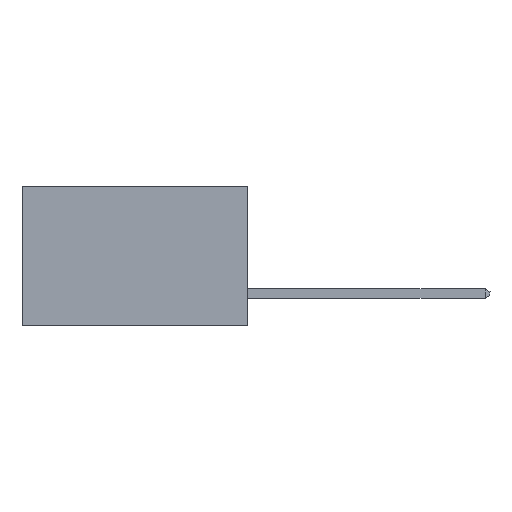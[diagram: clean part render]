
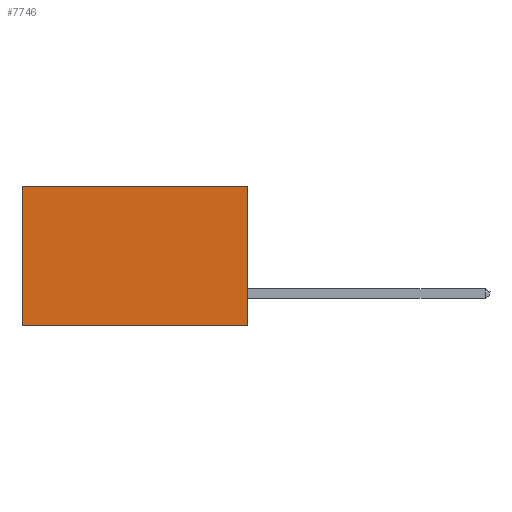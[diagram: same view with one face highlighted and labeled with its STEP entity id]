
A CAD part, left-side view. The second image highlights one B-rep face of the part: STEP entity #7746.
In plain terms, the highlighted planar face has unit normal (-1, 0, 0).
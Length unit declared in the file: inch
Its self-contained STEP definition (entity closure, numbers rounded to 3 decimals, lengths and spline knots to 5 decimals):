
#53 = LINE ( 'NONE', #2490, #6669 ) ;
#622 = CARTESIAN_POINT ( 'NONE',  ( 0.2615, 0., -0.37 ) ) ;
#818 = EDGE_LOOP ( 'NONE', ( #5147, #2663, #6273, #4463 ) ) ;
#972 = LINE ( 'NONE', #5873, #5208 ) ;
#1020 = CARTESIAN_POINT ( 'NONE',  ( 0.2615, 0.6, 0. ) ) ;
#1868 = DIRECTION ( 'NONE',  ( 0., 0., -1. ) ) ;
#1894 = DIRECTION ( 'NONE',  ( 0., 1., 0. ) ) ;
#1927 = EDGE_CURVE ( 'NONE', #6935, #4331, #7284, .T. ) ;
#2372 = AXIS2_PLACEMENT_3D ( 'NONE', #6049, #4336, #1868 ) ;
#2490 = CARTESIAN_POINT ( 'NONE',  ( 0.2615, 0., 0. ) ) ;
#2663 = ORIENTED_EDGE ( 'NONE', *, *, #5760, .F. ) ;
#3409 = LINE ( 'NONE', #5280, #3670 ) ;
#3670 = VECTOR ( 'NONE', #1894, 39.37008 ) ;
#4181 = CARTESIAN_POINT ( 'NONE',  ( 0.2615, 0., -0.37 ) ) ;
#4306 = DIRECTION ( 'NONE',  ( 0., 1., 0. ) ) ;
#4331 = VERTEX_POINT ( 'NONE', #622 ) ;
#4336 = DIRECTION ( 'NONE',  ( 1., 0., 0. ) ) ;
#4463 = ORIENTED_EDGE ( 'NONE', *, *, #6074, .T. ) ;
#4610 = VERTEX_POINT ( 'NONE', #1020 ) ;
#4743 = DIRECTION ( 'NONE',  ( 0., 0., -1. ) ) ;
#5001 = EDGE_CURVE ( 'NONE', #4610, #5950, #972, .T. ) ;
#5147 = ORIENTED_EDGE ( 'NONE', *, *, #5001, .T. ) ;
#5208 = VECTOR ( 'NONE', #4743, 39.37008 ) ;
#5280 = CARTESIAN_POINT ( 'NONE',  ( 0.2615, 0., -0.37 ) ) ;
#5593 = PLANE ( 'NONE',  #2372 ) ;
#5760 = EDGE_CURVE ( 'NONE', #4331, #5950, #3409, .T. ) ;
#5873 = CARTESIAN_POINT ( 'NONE',  ( 0.2615, 0.6, -0.37 ) ) ;
#5950 = VERTEX_POINT ( 'NONE', #6665 ) ;
#5969 = VECTOR ( 'NONE', #7961, 39.37008 ) ;
#6049 = CARTESIAN_POINT ( 'NONE',  ( 0.2615, 0., -0.37 ) ) ;
#6074 = EDGE_CURVE ( 'NONE', #6935, #4610, #53, .T. ) ;
#6273 = ORIENTED_EDGE ( 'NONE', *, *, #1927, .F. ) ;
#6665 = CARTESIAN_POINT ( 'NONE',  ( 0.2615, 0.6, -0.37 ) ) ;
#6669 = VECTOR ( 'NONE', #4306, 39.37008 ) ;
#6731 = CARTESIAN_POINT ( 'NONE',  ( 0.2615, 0., 0. ) ) ;
#6935 = VERTEX_POINT ( 'NONE', #6731 ) ;
#7284 = LINE ( 'NONE', #4181, #5969 ) ;
#7481 = FACE_OUTER_BOUND ( 'NONE', #818, .T. ) ;
#7746 = ADVANCED_FACE ( 'NONE', ( #7481 ), #5593, .F. ) ;
#7961 = DIRECTION ( 'NONE',  ( 0., 0., -1. ) ) ;
